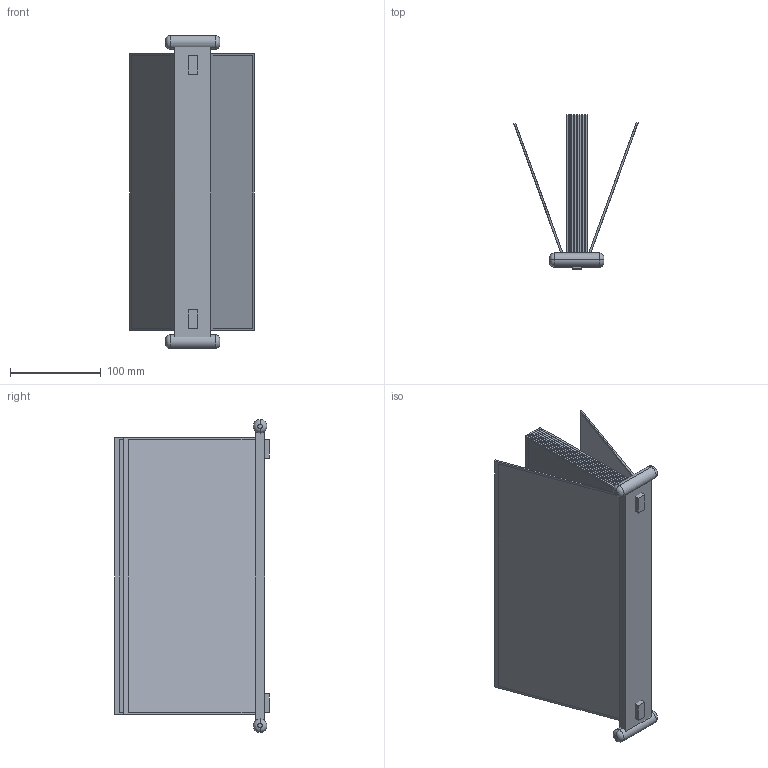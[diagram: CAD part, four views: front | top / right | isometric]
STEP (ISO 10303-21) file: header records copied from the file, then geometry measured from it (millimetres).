
FILE_DESCRIPTION (( 'STEP AP214' ), '1' );
FILE_NAME ('65500402', '2019-01-31T12:07:18', ( '' ), ('JUGARD+KÜNSTNER GmbH'), 'SwSTEP 2.0', 'SolidWorks 2017', '' );
FILE_SCHEMA (( 'AUTOMOTIVE_DESIGN' ));
Length unit declared in the file: millimetre
Products named in the file (36): Kopie von Bauteil146_17^Kopie von Drehzapfentafel_10_65500402; Kopie von Drehzapfentafel_15^65500402; Kopie von Bauteil146_11^Kopie von Drehzapfentafel_7_65500402; Kopie von Bauteil146_10^Kopie von Drehzapfentafel_6_65500402; Kopie von Bauteil146_28^Kopie von Drehzapfentafel_15_65500402; Kopie von Bauteil146_18^Kopie von Drehzapfentafel_10_65500402; Kopie von Bauteil146_27^Kopie von Drehzapfentafel_15_65500402; Kopie von Bauteil146_15^Kopie von Drehzapfentafel_9_65500402; Kopie von Bauteil146_13^Kopie von Drehzapfentafel_8_65500402; Kopie von Aufsatz-10 f_X2_00FC_X0_r Tafel_2^65500402; Kopie von Bauteil146_19^Kopie von Drehzapfentafel_11_65500402; Kopie von Drehzapfentafel_8^65500402; Kopie von Drehzapfentafel_13^65500402; 65500402_CNAJF00; Kopie von Bauteil146_12^Kopie von Drehzapfentafel_7_65500402; Kopie von Bauteil146_26^Kopie von Drehzapfentafel_14_65500402; Kopie von Drehzapfentafel_14^65500402; Kopie von Bauteil146_25^Kopie von Drehzapfentafel_14_65500402; Kopie von Drehzapfentafel_7^65500402; Kopie von Drehzapfentafel_12^65500402; Kopie von Bauteil146_24^Kopie von Drehzapfentafel_13_65500402; Kopie von Bauteil146_21^Kopie von Drehzapfentafel_12_65500402; Kopie von Bauteil146_22^Kopie von Drehzapfentafel_12_65500402; Kopie von Bauteil146_23^Kopie von Drehzapfentafel_13_65500402; Kopie von Drehzapfentafel^Kopie von Drehzapfentafel_6_65500402; Kopie von Drehzapfentafel_11^65500402; Kopie von Bauteil146_14^Kopie von Drehzapfentafel_8_65500402; Kopie von Drehzapfentafel_10^65500402; Kopie von Drehzapfentafel_6^65500402; Kopie von Bauteil146_16^Kopie von Drehzapfentafel_9_65500402; Kopie von Drehzapfentafel_9^65500402; Kopie von Bauteil146_20^Kopie von Drehzapfentafel_11_65500402; Kopie von Halter A4^65500402; Kopie von T-Clip-10_2^65500402; Kopie von T-Clip-10^65500402; Kopie von Aufsatz-10 f_X2_00FC_X0_r Tafel^65500402
Assembly tree (35 placements, depth 3):
  65500402_CNAJF00
    Kopie von Halter A4^65500402
    Kopie von T-Clip-10^65500402
    Kopie von T-Clip-10_2^65500402
    Kopie von Aufsatz-10 f_X2_00FC_X0_r Tafel^65500402
    Kopie von Aufsatz-10 f_X2_00FC_X0_r Tafel_2^65500402
    Kopie von Drehzapfentafel_6^65500402
      Kopie von Drehzapfentafel^Kopie von Drehzapfentafel_6_65500402
      Kopie von Bauteil146_10^Kopie von Drehzapfentafel_6_65500402
    Kopie von Drehzapfentafel_7^65500402
      Kopie von Bauteil146_11^Kopie von Drehzapfentafel_7_65500402
      Kopie von Bauteil146_12^Kopie von Drehzapfentafel_7_65500402
    Kopie von Drehzapfentafel_8^65500402
      Kopie von Bauteil146_13^Kopie von Drehzapfentafel_8_65500402
      Kopie von Bauteil146_14^Kopie von Drehzapfentafel_8_65500402
    Kopie von Drehzapfentafel_9^65500402
      Kopie von Bauteil146_15^Kopie von Drehzapfentafel_9_65500402
      Kopie von Bauteil146_16^Kopie von Drehzapfentafel_9_65500402
    Kopie von Drehzapfentafel_10^65500402
      Kopie von Bauteil146_17^Kopie von Drehzapfentafel_10_65500402
      Kopie von Bauteil146_18^Kopie von Drehzapfentafel_10_65500402
    Kopie von Drehzapfentafel_11^65500402
      Kopie von Bauteil146_19^Kopie von Drehzapfentafel_11_65500402
      Kopie von Bauteil146_20^Kopie von Drehzapfentafel_11_65500402
    Kopie von Drehzapfentafel_12^65500402
      Kopie von Bauteil146_21^Kopie von Drehzapfentafel_12_65500402
      Kopie von Bauteil146_22^Kopie von Drehzapfentafel_12_65500402
    Kopie von Drehzapfentafel_13^65500402
      Kopie von Bauteil146_23^Kopie von Drehzapfentafel_13_65500402
      Kopie von Bauteil146_24^Kopie von Drehzapfentafel_13_65500402
    Kopie von Drehzapfentafel_14^65500402
      Kopie von Bauteil146_25^Kopie von Drehzapfentafel_14_65500402
      Kopie von Bauteil146_26^Kopie von Drehzapfentafel_14_65500402
    Kopie von Drehzapfentafel_15^65500402
      Kopie von Bauteil146_27^Kopie von Drehzapfentafel_15_65500402
      Kopie von Bauteil146_28^Kopie von Drehzapfentafel_15_65500402
Bounding box: 136.71 x 170 x 345 mm (x, y, z)
Volume: 1081836 mm3; surface area: 1074711.8 mm2
Topology: 25 solids, 25 shells, 199 faces, 436 edges, 288 vertices
Faces by surface type: plane 187, torus 8, cylinder 4
Entity records: 7678 total; most frequent: CARTESIAN_POINT 1901, DIRECTION 938, ORIENTED_EDGE 872, EDGE_CURVE 436, VECTOR 412, LINE 412, VERTEX_POINT 288, AXIS2_PLACEMENT_3D 263
